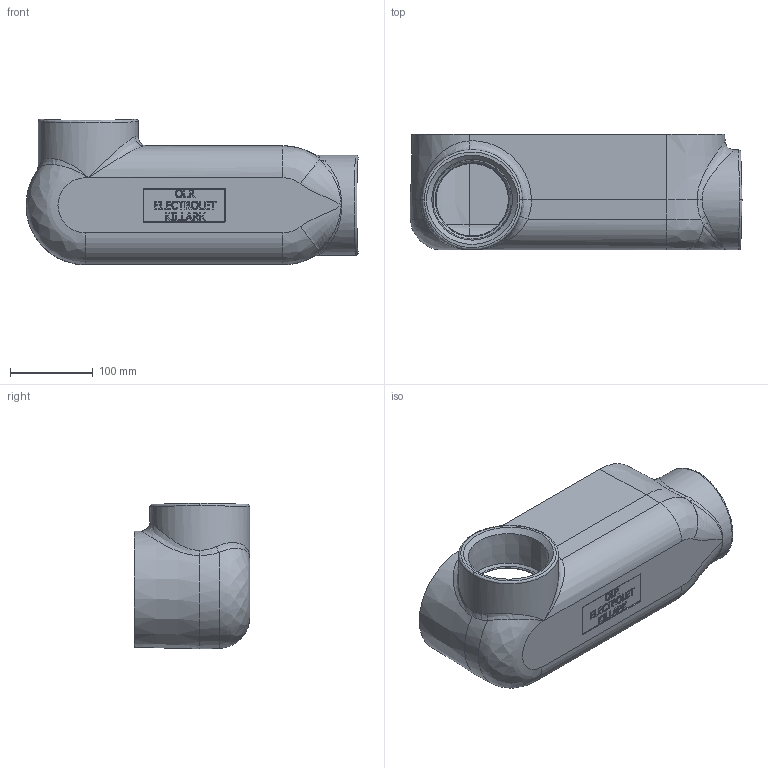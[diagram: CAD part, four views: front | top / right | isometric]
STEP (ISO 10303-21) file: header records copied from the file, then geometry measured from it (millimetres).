
FILE_DESCRIPTION(/* description */ (''),/* implementation_level */ '2;1');
FILE_NAME(/* name */ 'KIL_OLR-9.stp',/* time_stamp */ '2019-12-20T11:06:59+06:00',/* author */ ('kr'),/* organization */ (''),/* preprocessor_version */ 'ST-DEVELOPER v16.13',/* originating_system */ 'Autodesk Inventor 2018',/* authorisation */ '');
FILE_SCHEMA (('AUTOMOTIVE_DESIGN { 1 0 10303 214 3 1 1 }'));
Length unit declared in the file: inch
Products named in the file (1): OLR-9
Bounding box: 400.39 x 139.7 x 175.9 mm (x, y, z)
Volume: 1451656.9 mm3; surface area: 347195.6 mm2
Topology: 1 solids, 1 shells, 1305 faces, 3495 edges, 2287 vertices
Faces by surface type: plane 669, bspline 548, cylinder 49, cone 20, torus 19
Full cylindrical faces by diameter (mm): 1.772 x1, 2.115 x1, 6.401 x2, 15.526 x1, 19.05 x1, 120.65 x2
Entity records: 46568 total; most frequent: CARTESIAN_POINT 17546, ORIENTED_EDGE 6926, DIRECTION 4199, EDGE_CURVE 3463, VERTEX_POINT 2281, LINE 2157, VECTOR 2157, EDGE_LOOP 1430
